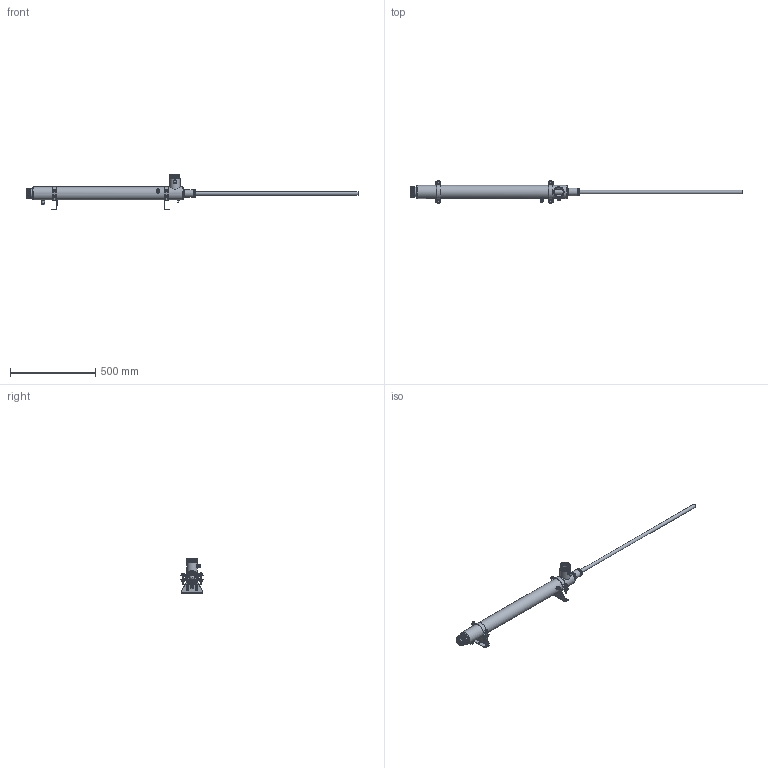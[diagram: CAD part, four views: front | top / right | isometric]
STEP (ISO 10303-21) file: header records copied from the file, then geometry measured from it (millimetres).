
FILE_DESCRIPTION(/* description */ ('STEP AP242','CAx-IF Rec.Pracs.---Representation and Presentation of Product Manufacturing Information (PMI)---4.0---2014-10-13','CAx-IF Rec.Pracs.---3D Tessellated Geometry---0.4---2014-09-14','2;1','CAx-IF Rec.Pracs.---User Defined Attributes---1.5---2016-08-15'),/* implementation_level */ '2;1');
FILE_NAME(/* name */ '691a8ff3cb85619cd6ddda11',/* time_stamp */ '2025-11-17T03:01:12Z',/* author */ (''),/* organization */ (''),/* preprocessor_version */ 'ST-DEVELOPER v20',/* originating_system */ 'ONSHAPE BY PTC INC, 1.206',/* authorisation */ ' ');
FILE_SCHEMA (('AP242_MANAGED_MODEL_BASED_3D_ENGINEERING_MIM_LF { 1 0 10303 442 1 1 4 }'));
Products named in the file (45): BSP Reactor; CIS090028-3-2B; Orings <1>; O-ring -215 (26.57 x 3.53); Quartz Thimble; Hex nut grade A & B M5x0.8; 1/4" Plug <2>; Plug; O-ring -109 (7.59 x 2.62); Pin; Wire; Filament; Ceramic; Ring; Glass; 1/4" Plug <1>; Service Space; Plain washer normal grade A M5; Viewport Stack <1>; Polycarbonate Window; Bush Brass; Pyrex Window; Brackets <1>; 3" Bracket Assembly <1>; Upper Bracket; Plain washer normal grade A M8; Hex head bolt grade B M8x1.25 x 60; Spring Washer; id189; id194; Hex nut grade C M8x1.25; Sealing Nut; Teflon Cushion; Brackets <2>
Assembly tree (66 placements, depth 4):
  BSP Reactor
    CIS090028-3-2B
    Orings <1>
      O-ring -215 (26.57 x 3.53)
    Quartz Thimble
    Hex nut grade A & B M5x0.8
    1/4" Plug <2>
      Plug
      Orings <1>
        O-ring -109 (7.59 x 2.62)
    Pin
    Wire
    Wire
    Filament
    Pin
    Filament
    Pin
    Ceramic
    Ring
    Glass
    Pin
    Ceramic
    Ring
    1/4" Plug <1>
      Orings <1>
        O-ring -109 (7.59 x 2.62)
      Plug
    Service Space
    Plain washer normal grade A M5
    Viewport Stack <1>
      Polycarbonate Window
      Bush Brass
      Pyrex Window
      Orings <1>
        O-ring -109 (7.59 x 2.62)
    Brackets <1>
      3" Bracket Assembly <1>
        Upper Bracket
        Plain washer normal grade A M8  x4
        Hex head bolt grade B M8x1.25 x 60  x2
        Spring Washer  x2
        id189
        id194
        Hex nut grade C M8x1.25  x2
    Sealing Nut
    Teflon Cushion
    Brackets <2>
      3" Bracket Assembly <1>
        Plain washer normal grade A M8  x4
        Spring Washer  x2
        Hex nut grade C M8x1.25  x2
        Upper Bracket
        Hex head bolt grade B M8x1.25 x 60  x2
        id189
        id194
Bounding box: 1942 x 132.82 x 205.1 mm (x, y, z)
Volume: 1183158.8 mm3; surface area: 907584.5 mm2
Topology: 55 solids, 55 shells, 2761 faces, 7046 edges, 4526 vertices
Faces by surface type: plane 1002, bspline 951, cylinder 520, torus 158, cone 100, sphere 30
Full cylindrical faces by diameter (mm): 1 x4, 1.5 x2, 2.3 x4, 2.5 x3, 4.134 x1, 4.55 x1, 4.6 x1, 4.7 x1, 5 x1, 6.647 x4, 7.4 x8, 7.5 x1, 8 x6, 8.3 x4, 8.4 x1, 10 x9, 10.996 x2, 12 x2, 12.3 x4, 15.2 x1, 16 x8, 17 x3, 19.2 x5, 20 x1, 23.2 x4, 25 x3, 28 x2, 28.8 x1, 28.9 x1, 30 x1
Entity records: 91659 total; most frequent: CARTESIAN_POINT 42351, ORIENTED_EDGE 11804, DIRECTION 6765, EDGE_CURVE 5902, VERTEX_POINT 3929, B_SPLINE_CURVE_WITH_KNOTS 3243, AXIS2_PLACEMENT_3D 2691, FACE_BOUND 2633
